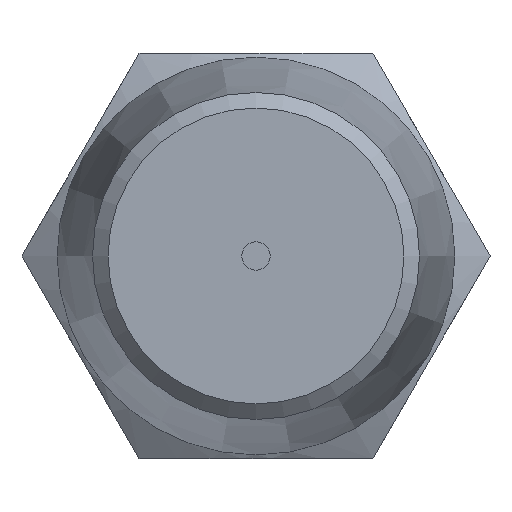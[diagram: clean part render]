
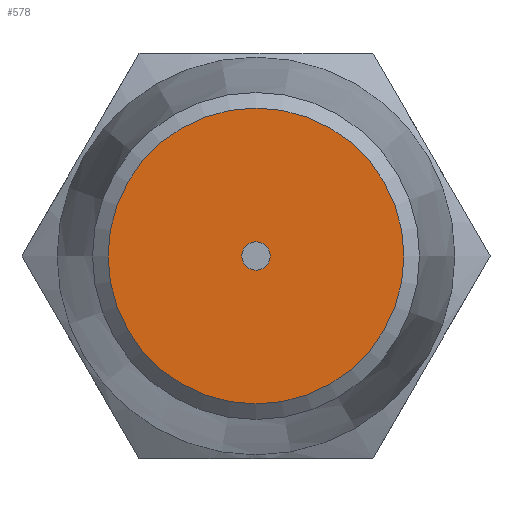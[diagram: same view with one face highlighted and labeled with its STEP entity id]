
A CAD part, left-side view. The second image highlights one B-rep face of the part: STEP entity #578.
In plain terms, the highlighted planar face has unit normal (-1, 0, 0).
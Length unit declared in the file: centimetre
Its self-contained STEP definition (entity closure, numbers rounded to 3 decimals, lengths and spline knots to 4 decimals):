
#95=FACE_BOUND('',#229,.T.);
#178=FACE_OUTER_BOUND('',#228,.T.);
#228=EDGE_LOOP('',(#518));
#229=EDGE_LOOP('',(#519));
#259=CIRCLE('',#638,0.05);
#260=CIRCLE('',#640,0.5215);
#311=VERTEX_POINT('',#991);
#312=VERTEX_POINT('',#994);
#381=EDGE_CURVE('',#311,#311,#259,.T.);
#382=EDGE_CURVE('',#312,#312,#260,.T.);
#518=ORIENTED_EDGE('',*,*,#382,.F.);
#519=ORIENTED_EDGE('',*,*,#381,.T.);
#542=PLANE('',#644);
#578=ADVANCED_FACE('',(#178,#95),#542,.T.);
#638=AXIS2_PLACEMENT_3D('',#992,#777,#778);
#640=AXIS2_PLACEMENT_3D('',#995,#781,#782);
#644=AXIS2_PLACEMENT_3D('',#1001,#789,#790);
#777=DIRECTION('center_axis',(1.,0.,0.));
#778=DIRECTION('ref_axis',(0.,1.,0.));
#781=DIRECTION('center_axis',(1.,0.,0.));
#782=DIRECTION('ref_axis',(0.,-1.,0.));
#789=DIRECTION('center_axis',(-1.,0.,0.));
#790=DIRECTION('ref_axis',(0.,0.,1.));
#991=CARTESIAN_POINT('',(0.,-0.05,0.));
#992=CARTESIAN_POINT('Origin',(0.,0.,0.));
#994=CARTESIAN_POINT('',(0.,0.5215,0.));
#995=CARTESIAN_POINT('Origin',(0.,0.,0.));
#1001=CARTESIAN_POINT('Origin',(0.,0.2858,0.));
